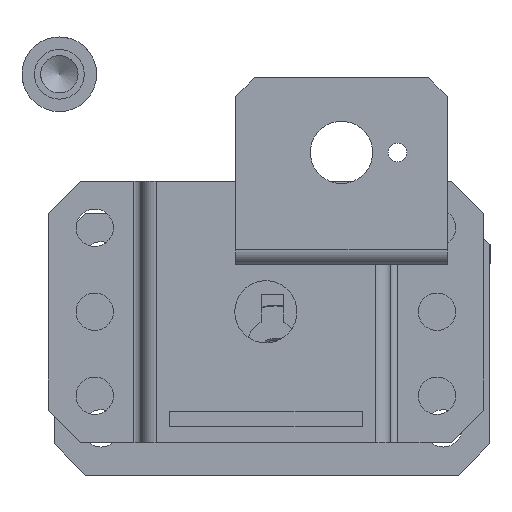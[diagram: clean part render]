
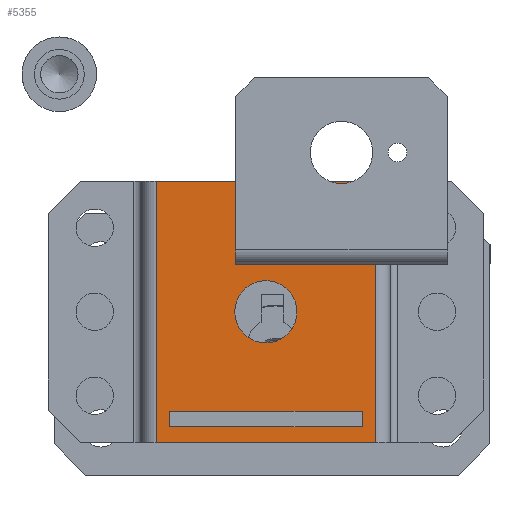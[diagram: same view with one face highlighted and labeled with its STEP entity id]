
A CAD part, front view. The second image highlights one B-rep face of the part: STEP entity #5355.
In plain terms, the highlighted planar face has unit normal (0, -1, 0).
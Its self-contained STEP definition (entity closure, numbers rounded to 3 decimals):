
#344=FACE_BOUND('',#955,.T.);
#345=FACE_BOUND('',#956,.T.);
#410=PLANE('',#5925);
#621=FACE_OUTER_BOUND('',#954,.T.);
#954=EDGE_LOOP('',(#3837,#3838,#3839,#3840));
#955=EDGE_LOOP('',(#3841,#3842,#3843,#3844));
#956=EDGE_LOOP('',(#3845));
#1262=LINE('',#8020,#1667);
#1266=LINE('',#8028,#1671);
#1269=LINE('',#8034,#1674);
#1272=LINE('',#8039,#1677);
#1330=LINE('',#8179,#1735);
#1337=LINE('',#8201,#1742);
#1343=LINE('',#8218,#1748);
#1345=LINE('',#8221,#1750);
#1667=VECTOR('',#6468,10.);
#1671=VECTOR('',#6474,10.);
#1674=VECTOR('',#6479,10.);
#1677=VECTOR('',#6484,10.);
#1735=VECTOR('',#6620,10.);
#1742=VECTOR('',#6647,10.);
#1748=VECTOR('',#6671,10.);
#1750=VECTOR('',#6675,10.);
#2078=CIRCLE('',#5868,5.);
#2305=VERTEX_POINT('',#8018);
#2306=VERTEX_POINT('',#8019);
#2309=VERTEX_POINT('',#8027);
#2311=VERTEX_POINT('',#8033);
#2313=VERTEX_POINT('',#8042);
#2354=VERTEX_POINT('',#8176);
#2355=VERTEX_POINT('',#8178);
#2359=VERTEX_POINT('',#8198);
#2360=VERTEX_POINT('',#8200);
#2819=EDGE_CURVE('',#2305,#2306,#1262,.T.);
#2823=EDGE_CURVE('',#2306,#2309,#1266,.T.);
#2826=EDGE_CURVE('',#2309,#2311,#1269,.T.);
#2829=EDGE_CURVE('',#2311,#2305,#1272,.T.);
#2831=EDGE_CURVE('',#2313,#2313,#2078,.T.);
#2898=EDGE_CURVE('',#2355,#2354,#1330,.T.);
#2909=EDGE_CURVE('',#2360,#2359,#1337,.T.);
#2918=EDGE_CURVE('',#2355,#2359,#1343,.T.);
#2920=EDGE_CURVE('',#2360,#2354,#1345,.T.);
#3837=ORIENTED_EDGE('',*,*,#2898,.T.);
#3838=ORIENTED_EDGE('',*,*,#2920,.F.);
#3839=ORIENTED_EDGE('',*,*,#2909,.T.);
#3840=ORIENTED_EDGE('',*,*,#2918,.F.);
#3841=ORIENTED_EDGE('',*,*,#2819,.T.);
#3842=ORIENTED_EDGE('',*,*,#2823,.T.);
#3843=ORIENTED_EDGE('',*,*,#2826,.T.);
#3844=ORIENTED_EDGE('',*,*,#2829,.T.);
#3845=ORIENTED_EDGE('',*,*,#2831,.T.);
#5355=ADVANCED_FACE('',(#621,#344,#345),#410,.F.);
#5868=AXIS2_PLACEMENT_3D('',#8043,#6488,#6489);
#5925=AXIS2_PLACEMENT_3D('',#8220,#6673,#6674);
#6468=DIRECTION('',(0.,0.,-1.));
#6474=DIRECTION('',(-1.,0.,0.));
#6479=DIRECTION('',(0.,0.,1.));
#6484=DIRECTION('',(1.,0.,0.));
#6488=DIRECTION('center_axis',(0.,1.,0.));
#6489=DIRECTION('ref_axis',(0.,0.,-1.));
#6620=DIRECTION('',(0.,0.,-1.));
#6647=DIRECTION('',(0.,0.,1.));
#6671=DIRECTION('',(1.,0.,0.));
#6673=DIRECTION('center_axis',(0.,1.,0.));
#6674=DIRECTION('ref_axis',(1.,0.,0.));
#6675=DIRECTION('',(-1.,0.,0.));
#8018=CARTESIAN_POINT('',(15.5,0.,-16.));
#8019=CARTESIAN_POINT('',(15.5,0.,-18.5));
#8020=CARTESIAN_POINT('',(15.5,0.,-9.25));
#8027=CARTESIAN_POINT('',(-15.5,0.,-18.5));
#8028=CARTESIAN_POINT('',(-7.75,0.,-18.5));
#8033=CARTESIAN_POINT('',(-15.5,0.,-16.));
#8034=CARTESIAN_POINT('',(-15.5,0.,-8.));
#8039=CARTESIAN_POINT('',(7.75,0.,-16.));
#8042=CARTESIAN_POINT('',(0.,0.,5.));
#8043=CARTESIAN_POINT('Origin',(0.,0.,0.));
#8176=CARTESIAN_POINT('',(-17.6,0.,-21.));
#8178=CARTESIAN_POINT('',(-17.6,0.,21.));
#8179=CARTESIAN_POINT('',(-17.6,0.,-10.5));
#8198=CARTESIAN_POINT('',(17.6,0.,21.));
#8200=CARTESIAN_POINT('',(17.6,0.,-21.));
#8201=CARTESIAN_POINT('',(17.6,0.,10.5));
#8218=CARTESIAN_POINT('',(-20.,0.,21.));
#8220=CARTESIAN_POINT('Origin',(0.,0.,0.));
#8221=CARTESIAN_POINT('',(20.,0.,-21.));
